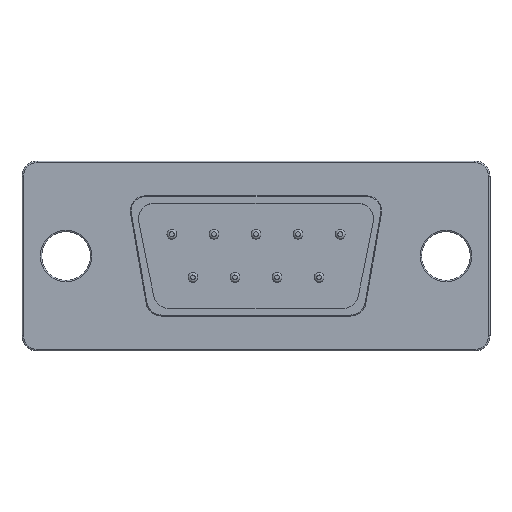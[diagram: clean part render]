
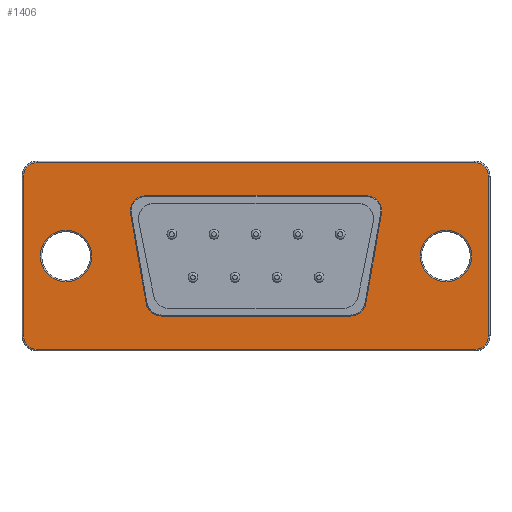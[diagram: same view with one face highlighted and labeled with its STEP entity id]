
A CAD part, top view. The second image highlights one B-rep face of the part: STEP entity #1406.
In plain terms, the highlighted planar face has unit normal (0, 0, 1).
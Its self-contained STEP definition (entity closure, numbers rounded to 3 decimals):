
#1215 = VERTEX_POINT('',#1216);
#1216 = CARTESIAN_POINT('',(-1.729,2.53,4.7));
#1222 = EDGE_CURVE('',#1215,#1223,#1225,.T.);
#1223 = VERTEX_POINT('',#1224);
#1224 = CARTESIAN_POINT('',(-2.714,1.357,4.7));
#1225 = CIRCLE('',#1226,1.);
#1226 = AXIS2_PLACEMENT_3D('',#1227,#1228,#1229);
#1227 = CARTESIAN_POINT('',(-1.729,1.53,4.7));
#1228 = DIRECTION('',(0.,0.,1.));
#1229 = DIRECTION('',(0.,-1.,0.));
#1249 = VERTEX_POINT('',#1250);
#1250 = CARTESIAN_POINT('',(12.809,2.53,4.7));
#1256 = EDGE_CURVE('',#1215,#1249,#1257,.T.);
#1257 = LINE('',#1258,#1259);
#1258 = CARTESIAN_POINT('',(-2.92,2.53,4.7));
#1259 = VECTOR('',#1260,1.);
#1260 = DIRECTION('',(1.,0.,0.));
#1271 = VERTEX_POINT('',#1272);
#1272 = CARTESIAN_POINT('',(-1.68,-4.543,4.7));
#1280 = EDGE_CURVE('',#1271,#1223,#1281,.T.);
#1281 = LINE('',#1282,#1283);
#1282 = CARTESIAN_POINT('',(-1.535,-5.37,4.7));
#1283 = VECTOR('',#1284,1.);
#1284 = DIRECTION('',(-0.173,0.985,0.));
#1295 = EDGE_CURVE('',#1249,#1296,#1298,.T.);
#1296 = VERTEX_POINT('',#1297);
#1297 = CARTESIAN_POINT('',(13.794,1.357,4.7));
#1298 = CIRCLE('',#1299,1.);
#1299 = AXIS2_PLACEMENT_3D('',#1300,#1301,#1302);
#1300 = CARTESIAN_POINT('',(12.809,1.53,4.7));
#1301 = DIRECTION('',(0.,0.,-1.));
#1302 = DIRECTION('',(0.,-1.,0.));
#1320 = VERTEX_POINT('',#1321);
#1321 = CARTESIAN_POINT('',(-0.695,-5.37,4.7));
#1327 = EDGE_CURVE('',#1320,#1271,#1328,.T.);
#1328 = CIRCLE('',#1329,1.);
#1329 = AXIS2_PLACEMENT_3D('',#1330,#1331,#1332);
#1330 = CARTESIAN_POINT('',(-0.695,-4.37,4.7));
#1331 = DIRECTION('',(0.,0.,-1.));
#1332 = DIRECTION('',(0.,-1.,0.));
#1345 = VERTEX_POINT('',#1346);
#1346 = CARTESIAN_POINT('',(12.76,-4.543,4.7));
#1352 = EDGE_CURVE('',#1296,#1345,#1353,.T.);
#1353 = LINE('',#1354,#1355);
#1354 = CARTESIAN_POINT('',(14.,2.53,4.7));
#1355 = VECTOR('',#1356,1.);
#1356 = DIRECTION('',(-0.173,-0.985,0.));
#1369 = EDGE_CURVE('',#1370,#1320,#1372,.T.);
#1370 = VERTEX_POINT('',#1371);
#1371 = CARTESIAN_POINT('',(11.775,-5.37,4.7));
#1372 = LINE('',#1373,#1374);
#1373 = CARTESIAN_POINT('',(12.615,-5.37,4.7));
#1374 = VECTOR('',#1375,1.);
#1375 = DIRECTION('',(-1.,0.,0.));
#1393 = EDGE_CURVE('',#1345,#1370,#1394,.T.);
#1394 = CIRCLE('',#1395,1.);
#1395 = AXIS2_PLACEMENT_3D('',#1396,#1397,#1398);
#1396 = CARTESIAN_POINT('',(11.775,-4.37,4.7));
#1397 = DIRECTION('',(0.,0.,-1.));
#1398 = DIRECTION('',(0.,-1.,0.));
#1406 = ADVANCED_FACE('',(#1407,#1477,#1488,#1498),#1509,.T.);
#1407 = FACE_BOUND('',#1408,.T.);
#1408 = EDGE_LOOP('',(#1409,#1420,#1428,#1437,#1445,#1454,#1462,#1471));
#1409 = ORIENTED_EDGE('',*,*,#1410,.T.);
#1410 = EDGE_CURVE('',#1411,#1413,#1415,.T.);
#1411 = VERTEX_POINT('',#1412);
#1412 = CARTESIAN_POINT('',(20.84,3.83,4.7));
#1413 = VERTEX_POINT('',#1414);
#1414 = CARTESIAN_POINT('',(19.94,4.73,4.7));
#1415 = CIRCLE('',#1416,0.9);
#1416 = AXIS2_PLACEMENT_3D('',#1417,#1418,#1419);
#1417 = CARTESIAN_POINT('',(19.94,3.83,4.7));
#1418 = DIRECTION('',(0.,0.,1.));
#1419 = DIRECTION('',(1.,0.,0.));
#1420 = ORIENTED_EDGE('',*,*,#1421,.T.);
#1421 = EDGE_CURVE('',#1413,#1422,#1424,.T.);
#1422 = VERTEX_POINT('',#1423);
#1423 = CARTESIAN_POINT('',(-8.86,4.73,4.7));
#1424 = LINE('',#1425,#1426);
#1425 = CARTESIAN_POINT('',(19.94,4.73,4.7));
#1426 = VECTOR('',#1427,1.);
#1427 = DIRECTION('',(-1.,0.,0.));
#1428 = ORIENTED_EDGE('',*,*,#1429,.T.);
#1429 = EDGE_CURVE('',#1422,#1430,#1432,.T.);
#1430 = VERTEX_POINT('',#1431);
#1431 = CARTESIAN_POINT('',(-9.76,3.83,4.7));
#1432 = CIRCLE('',#1433,0.9);
#1433 = AXIS2_PLACEMENT_3D('',#1434,#1435,#1436);
#1434 = CARTESIAN_POINT('',(-8.86,3.83,4.7));
#1435 = DIRECTION('',(0.,0.,1.));
#1436 = DIRECTION('',(0.,1.,0.));
#1437 = ORIENTED_EDGE('',*,*,#1438,.T.);
#1438 = EDGE_CURVE('',#1430,#1439,#1441,.T.);
#1439 = VERTEX_POINT('',#1440);
#1440 = CARTESIAN_POINT('',(-9.76,-6.67,4.7));
#1441 = LINE('',#1442,#1443);
#1442 = CARTESIAN_POINT('',(-9.76,3.83,4.7));
#1443 = VECTOR('',#1444,1.);
#1444 = DIRECTION('',(0.,-1.,0.));
#1445 = ORIENTED_EDGE('',*,*,#1446,.T.);
#1446 = EDGE_CURVE('',#1439,#1447,#1449,.T.);
#1447 = VERTEX_POINT('',#1448);
#1448 = CARTESIAN_POINT('',(-8.86,-7.57,4.7));
#1449 = CIRCLE('',#1450,0.9);
#1450 = AXIS2_PLACEMENT_3D('',#1451,#1452,#1453);
#1451 = CARTESIAN_POINT('',(-8.86,-6.67,4.7));
#1452 = DIRECTION('',(0.,0.,1.));
#1453 = DIRECTION('',(-1.,0.,0.));
#1454 = ORIENTED_EDGE('',*,*,#1455,.T.);
#1455 = EDGE_CURVE('',#1447,#1456,#1458,.T.);
#1456 = VERTEX_POINT('',#1457);
#1457 = CARTESIAN_POINT('',(19.94,-7.57,4.7));
#1458 = LINE('',#1459,#1460);
#1459 = CARTESIAN_POINT('',(-8.86,-7.57,4.7));
#1460 = VECTOR('',#1461,1.);
#1461 = DIRECTION('',(1.,0.,0.));
#1462 = ORIENTED_EDGE('',*,*,#1463,.T.);
#1463 = EDGE_CURVE('',#1456,#1464,#1466,.T.);
#1464 = VERTEX_POINT('',#1465);
#1465 = CARTESIAN_POINT('',(20.84,-6.67,4.7));
#1466 = CIRCLE('',#1467,0.9);
#1467 = AXIS2_PLACEMENT_3D('',#1468,#1469,#1470);
#1468 = CARTESIAN_POINT('',(19.94,-6.67,4.7));
#1469 = DIRECTION('',(0.,0.,1.));
#1470 = DIRECTION('',(0.,-1.,0.));
#1471 = ORIENTED_EDGE('',*,*,#1472,.T.);
#1472 = EDGE_CURVE('',#1464,#1411,#1473,.T.);
#1473 = LINE('',#1474,#1475);
#1474 = CARTESIAN_POINT('',(20.84,-6.67,4.7));
#1475 = VECTOR('',#1476,1.);
#1476 = DIRECTION('',(0.,1.,0.));
#1477 = FACE_BOUND('',#1478,.T.);
#1478 = EDGE_LOOP('',(#1479));
#1479 = ORIENTED_EDGE('',*,*,#1480,.F.);
#1480 = EDGE_CURVE('',#1481,#1481,#1483,.T.);
#1481 = VERTEX_POINT('',#1482);
#1482 = CARTESIAN_POINT('',(-5.26,-1.42,4.7));
#1483 = CIRCLE('',#1484,1.7);
#1484 = AXIS2_PLACEMENT_3D('',#1485,#1486,#1487);
#1485 = CARTESIAN_POINT('',(-6.96,-1.42,4.7));
#1486 = DIRECTION('',(0.,0.,1.));
#1487 = DIRECTION('',(1.,0.,0.));
#1488 = FACE_BOUND('',#1489,.T.);
#1489 = EDGE_LOOP('',(#1490,#1491,#1492,#1493,#1494,#1495,#1496,#1497));
#1490 = ORIENTED_EDGE('',*,*,#1369,.T.);
#1491 = ORIENTED_EDGE('',*,*,#1327,.T.);
#1492 = ORIENTED_EDGE('',*,*,#1280,.T.);
#1493 = ORIENTED_EDGE('',*,*,#1222,.F.);
#1494 = ORIENTED_EDGE('',*,*,#1256,.T.);
#1495 = ORIENTED_EDGE('',*,*,#1295,.T.);
#1496 = ORIENTED_EDGE('',*,*,#1352,.T.);
#1497 = ORIENTED_EDGE('',*,*,#1393,.T.);
#1498 = FACE_BOUND('',#1499,.T.);
#1499 = EDGE_LOOP('',(#1500));
#1500 = ORIENTED_EDGE('',*,*,#1501,.F.);
#1501 = EDGE_CURVE('',#1502,#1502,#1504,.T.);
#1502 = VERTEX_POINT('',#1503);
#1503 = CARTESIAN_POINT('',(19.74,-1.42,4.7));
#1504 = CIRCLE('',#1505,1.7);
#1505 = AXIS2_PLACEMENT_3D('',#1506,#1507,#1508);
#1506 = CARTESIAN_POINT('',(18.04,-1.42,4.7));
#1507 = DIRECTION('',(0.,0.,1.));
#1508 = DIRECTION('',(1.,0.,0.));
#1509 = PLANE('',#1510);
#1510 = AXIS2_PLACEMENT_3D('',#1511,#1512,#1513);
#1511 = CARTESIAN_POINT('',(5.54,-1.42,4.7));
#1512 = DIRECTION('',(0.,0.,1.));
#1513 = DIRECTION('',(1.,0.,0.));
